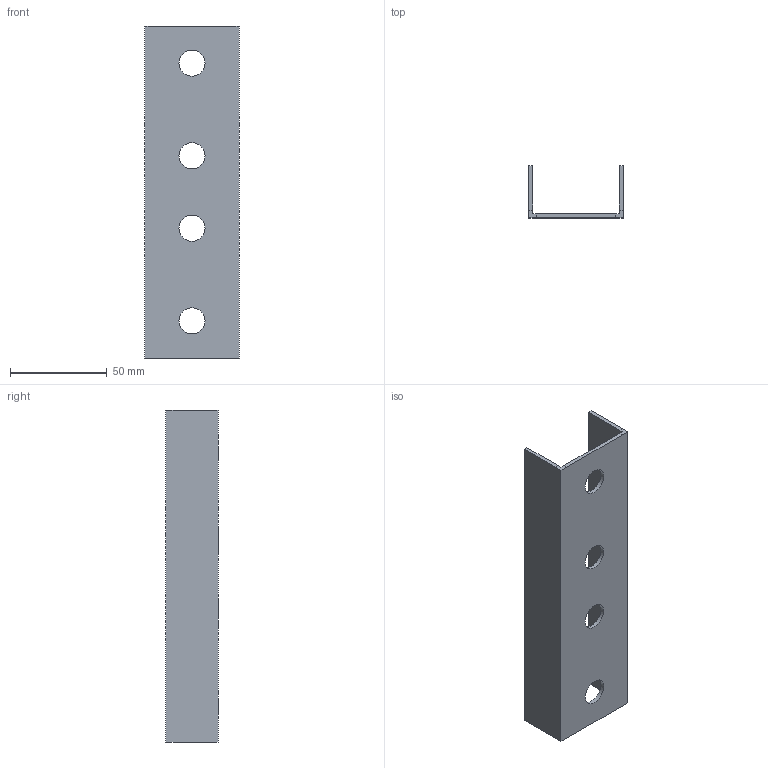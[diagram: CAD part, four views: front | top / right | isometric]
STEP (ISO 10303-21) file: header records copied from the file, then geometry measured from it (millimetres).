
FILE_DESCRIPTION(/* description */ (''),/* implementation_level */ '2;1');
FILE_NAME(/* name */ 'VSTPU 41-21.ipt.stp',/* time_stamp */ '2023-05-17T09:46:27+03:00',/* author */ ('Man88'),/* organization */ (''),/* preprocessor_version */ 'ST-DEVELOPER v19.2',/* originating_system */ 'Autodesk Inventor 2023',/* authorisation */ '');
FILE_SCHEMA (('AUTOMOTIVE_DESIGN { 1 0 10303 214 3 1 1 }'));
Length unit declared in the file: millimetre
Products named in the file (1): Соединитель страт-
профиля внешний 
41/21, VSTPU41x21
Bounding box: 49 x 27 x 172 mm (x, y, z)
Volume: 32910.9 mm3; surface area: 34334.2 mm2
Topology: 1 solids, 1 shells, 22 faces, 60 edges, 40 vertices
Faces by surface type: plane 18, cylinder 4
Full cylindrical faces by diameter (mm): 13.5 x4
Entity records: 751 total; most frequent: CARTESIAN_POINT 123, ORIENTED_EDGE 120, DIRECTION 114, EDGE_CURVE 60, LINE 52, VECTOR 52, VERTEX_POINT 40, AXIS2_PLACEMENT_3D 31
